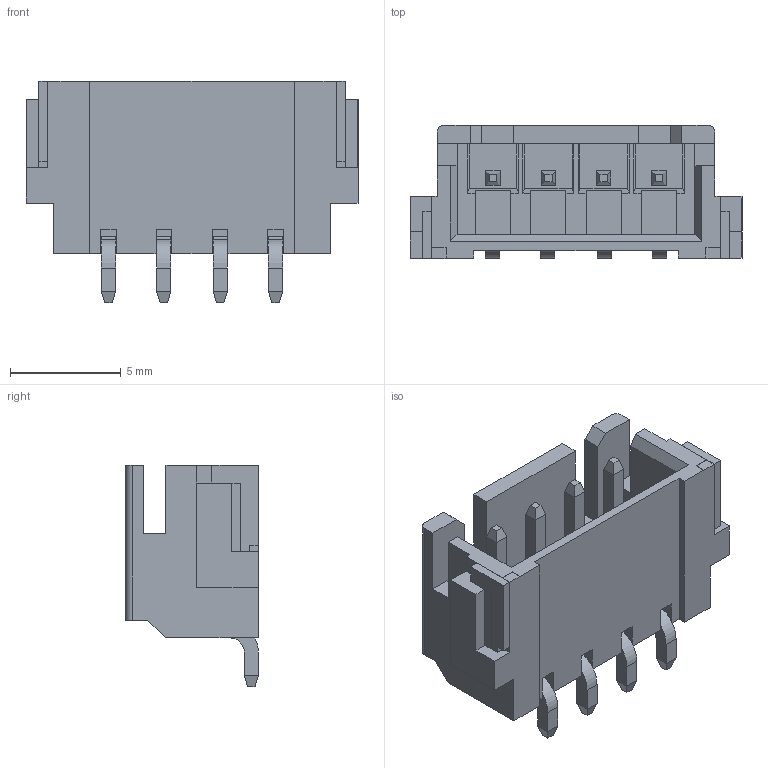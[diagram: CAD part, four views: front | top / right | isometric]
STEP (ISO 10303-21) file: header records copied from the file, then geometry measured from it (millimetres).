
FILE_DESCRIPTION (( 'STEP AP214' ), '1' );
FILE_NAME ('S4B-XH-SM4-TB(LF)(SN).STEP', '2021-06-21T09:32:17', ( '' ), ( '' ), 'SwSTEP 2.0', 'SolidWorks 2018', '' );
FILE_SCHEMA (( 'AUTOMOTIVE_DESIGN' ));
Length unit declared in the file: millimetre
Products named in the file (2): S4B-XH-SM4-TB(LF)(SN)
Bounding box: 15 x 6 x 10 mm (x, y, z)
Volume: 333.9 mm3; surface area: 726 mm2
Topology: 1 solids, 1 shells, 275 faces, 735 edges, 470 vertices
Faces by surface type: plane 257, cylinder 18
Entity records: 11397 total; most frequent: CARTESIAN_POINT 1482, ORIENTED_EDGE 1470, DIRECTION 1325, EDGE_CURVE 735, VECTOR 699, LINE 699, VERTEX_POINT 470, AXIS2_PLACEMENT_3D 313
